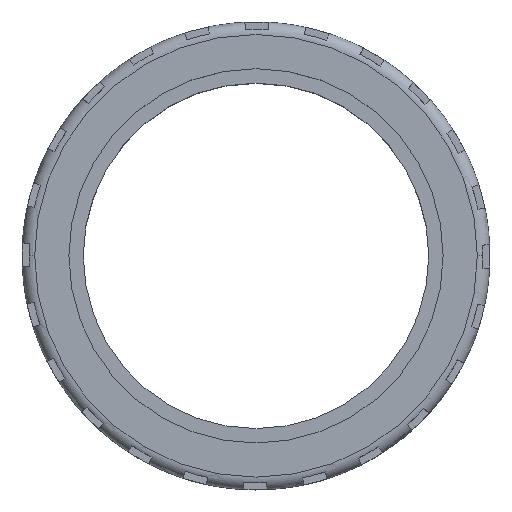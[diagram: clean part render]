
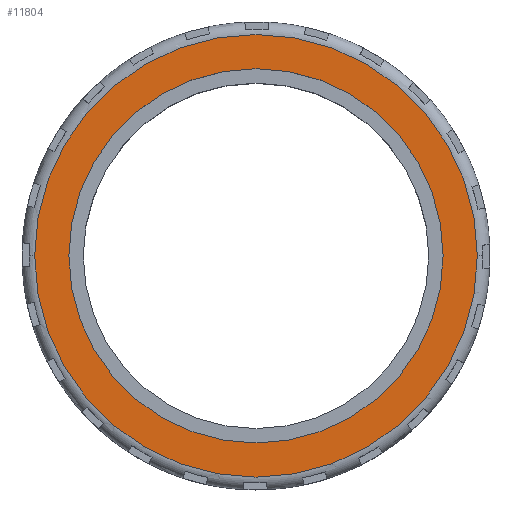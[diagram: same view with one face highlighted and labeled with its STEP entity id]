
A CAD part, top view. The second image highlights one B-rep face of the part: STEP entity #11804.
In plain terms, the highlighted planar face has unit normal (0, 0, 1).
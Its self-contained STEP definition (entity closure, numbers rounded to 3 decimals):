
#2 = AXIS2_PLACEMENT_3D ( 'NONE', #9965, #14625, #5618 ) ;
#82 = ORIENTED_EDGE ( 'NONE', *, *, #2602, .T. ) ;
#146 = CIRCLE ( 'NONE', #887, 26. ) ;
#387 = DIRECTION ( 'NONE',  ( 1., 0., 0. ) ) ;
#567 = DIRECTION ( 'NONE',  ( 0., 0., 1. ) ) ;
#887 = AXIS2_PLACEMENT_3D ( 'NONE', #6191, #7024, #387 ) ;
#925 = AXIS2_PLACEMENT_3D ( 'NONE', #14555, #12345, #11207 ) ;
#2415 = FACE_BOUND ( 'NONE', #11001, .T. ) ;
#2602 = EDGE_CURVE ( 'NONE', #5472, #5911, #3903, .T. ) ;
#2834 = CARTESIAN_POINT ( 'NONE',  ( 26., 0., 13. ) ) ;
#3064 = CIRCLE ( 'NONE', #7428, 26. ) ;
#3903 = CIRCLE ( 'NONE', #2, 30.75 ) ;
#3946 = CARTESIAN_POINT ( 'NONE',  ( -26., 0., 13. ) ) ;
#4133 = EDGE_CURVE ( 'NONE', #11416, #10991, #3064, .T. ) ;
#5163 = ORIENTED_EDGE ( 'NONE', *, *, #11600, .T. ) ;
#5321 = AXIS2_PLACEMENT_3D ( 'NONE', #8282, #8512, #9643 ) ;
#5472 = VERTEX_POINT ( 'NONE', #12259 ) ;
#5560 = FACE_OUTER_BOUND ( 'NONE', #5899, .T. ) ;
#5618 = DIRECTION ( 'NONE',  ( -1., 0., 0. ) ) ;
#5899 = EDGE_LOOP ( 'NONE', ( #5163, #82 ) ) ;
#5911 = VERTEX_POINT ( 'NONE', #14446 ) ;
#6191 = CARTESIAN_POINT ( 'NONE',  ( 0., 0., 13. ) ) ;
#7024 = DIRECTION ( 'NONE',  ( 0., 0., 1. ) ) ;
#7428 = AXIS2_PLACEMENT_3D ( 'NONE', #14526, #567, #8729 ) ;
#8282 = CARTESIAN_POINT ( 'NONE',  ( 0., 31.5, 13. ) ) ;
#8512 = DIRECTION ( 'NONE',  ( 0., 0., -1. ) ) ;
#8700 = EDGE_CURVE ( 'NONE', #10991, #11416, #146, .T. ) ;
#8729 = DIRECTION ( 'NONE',  ( 1., 0., 0. ) ) ;
#8964 = ORIENTED_EDGE ( 'NONE', *, *, #4133, .F. ) ;
#9643 = DIRECTION ( 'NONE',  ( -1., 0., 0. ) ) ;
#9965 = CARTESIAN_POINT ( 'NONE',  ( 0., 0., 13. ) ) ;
#10991 = VERTEX_POINT ( 'NONE', #2834 ) ;
#11001 = EDGE_LOOP ( 'NONE', ( #13045, #8964 ) ) ;
#11207 = DIRECTION ( 'NONE',  ( -1., 0., 0. ) ) ;
#11416 = VERTEX_POINT ( 'NONE', #3946 ) ;
#11600 = EDGE_CURVE ( 'NONE', #5911, #5472, #12623, .T. ) ;
#11794 = PLANE ( 'NONE',  #5321 ) ;
#11804 = ADVANCED_FACE ( 'NONE', ( #5560, #2415 ), #11794, .F. ) ;
#12259 = CARTESIAN_POINT ( 'NONE',  ( 30.75, 0., 13. ) ) ;
#12345 = DIRECTION ( 'NONE',  ( 0., 0., 1. ) ) ;
#12623 = CIRCLE ( 'NONE', #925, 30.75 ) ;
#13045 = ORIENTED_EDGE ( 'NONE', *, *, #8700, .F. ) ;
#14446 = CARTESIAN_POINT ( 'NONE',  ( -30.75, 0., 13. ) ) ;
#14526 = CARTESIAN_POINT ( 'NONE',  ( 0., 0., 13. ) ) ;
#14555 = CARTESIAN_POINT ( 'NONE',  ( 0., 0., 13. ) ) ;
#14625 = DIRECTION ( 'NONE',  ( 0., 0., 1. ) ) ;
